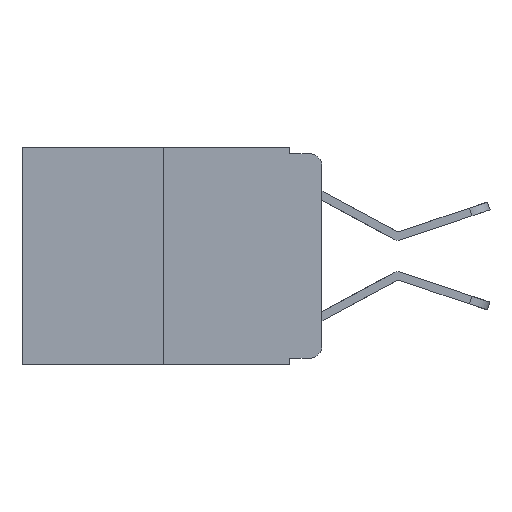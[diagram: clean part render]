
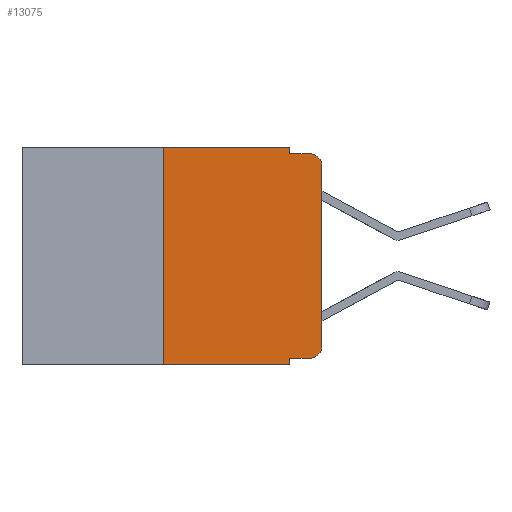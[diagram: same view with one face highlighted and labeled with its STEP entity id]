
A CAD part, left-side view. The second image highlights one B-rep face of the part: STEP entity #13075.
In plain terms, the highlighted planar face has unit normal (-1, 0, 0).
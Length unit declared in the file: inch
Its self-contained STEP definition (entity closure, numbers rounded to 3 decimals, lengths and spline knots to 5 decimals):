
#413 = LINE ( 'NONE', #5067, #18497 ) ;
#585 = LINE ( 'NONE', #5138, #8963 ) ;
#725 = LINE ( 'NONE', #17321, #16840 ) ;
#832 = VERTEX_POINT ( 'NONE', #8679 ) ;
#1140 = VERTEX_POINT ( 'NONE', #3511 ) ;
#1369 = EDGE_CURVE ( 'NONE', #11780, #3560, #10429, .T. ) ;
#1698 = CARTESIAN_POINT ( 'NONE',  ( 0., 0.051, -0.333 ) ) ;
#1911 = AXIS2_PLACEMENT_3D ( 'NONE', #7275, #4310, #14974 ) ;
#2360 = VECTOR ( 'NONE', #16610, 39.37008 ) ;
#2741 = CARTESIAN_POINT ( 'NONE',  ( 0., 0.051, -0.333 ) ) ;
#3011 = EDGE_CURVE ( 'NONE', #9970, #3836, #413, .T. ) ;
#3254 = ORIENTED_EDGE ( 'NONE', *, *, #6878, .T. ) ;
#3448 = ORIENTED_EDGE ( 'NONE', *, *, #17300, .T. ) ;
#3511 = CARTESIAN_POINT ( 'NONE',  ( 0., 0.02, -0.333 ) ) ;
#3560 = VERTEX_POINT ( 'NONE', #11438 ) ;
#3573 = DIRECTION ( 'NONE',  ( 0., 0., 1. ) ) ;
#3794 = DIRECTION ( 'NONE',  ( 0., -1., 0. ) ) ;
#3836 = VERTEX_POINT ( 'NONE', #11220 ) ;
#4165 = CARTESIAN_POINT ( 'NONE',  ( 0., 0.051, 0. ) ) ;
#4310 = DIRECTION ( 'NONE',  ( -1., 0., 0. ) ) ;
#4581 = CARTESIAN_POINT ( 'NONE',  ( 0., 0.02, -0.313 ) ) ;
#4653 = ORIENTED_EDGE ( 'NONE', *, *, #14955, .F. ) ;
#5067 = CARTESIAN_POINT ( 'NONE',  ( 0., 0.25, 0. ) ) ;
#5138 = CARTESIAN_POINT ( 'NONE',  ( 0., 0.051, 0. ) ) ;
#5608 = DIRECTION ( 'NONE',  ( 0., -1., 0. ) ) ;
#5718 = EDGE_CURVE ( 'NONE', #3836, #13959, #725, .T. ) ;
#5807 = LINE ( 'NONE', #2741, #17136 ) ;
#5861 = VECTOR ( 'NONE', #12065, 39.37008 ) ;
#6020 = ORIENTED_EDGE ( 'NONE', *, *, #1369, .T. ) ;
#6047 = DIRECTION ( 'NONE',  ( -1., 0., 0. ) ) ;
#6145 = AXIS2_PLACEMENT_3D ( 'NONE', #4581, #6047, #9119 ) ;
#6219 = VERTEX_POINT ( 'NONE', #1698 ) ;
#6362 = DIRECTION ( 'NONE',  ( 0., 0., -1. ) ) ;
#6469 = ORIENTED_EDGE ( 'NONE', *, *, #10505, .F. ) ;
#6878 = EDGE_CURVE ( 'NONE', #6219, #1140, #5807, .T. ) ;
#6998 = VERTEX_POINT ( 'NONE', #17741 ) ;
#7103 = DIRECTION ( 'NONE',  ( 0., -1., 0. ) ) ;
#7275 = CARTESIAN_POINT ( 'NONE',  ( 0., 0.02, -0.03 ) ) ;
#7397 = VECTOR ( 'NONE', #14617, 39.37008 ) ;
#7889 = ORIENTED_EDGE ( 'NONE', *, *, #16748, .T. ) ;
#8419 = CARTESIAN_POINT ( 'NONE',  ( 0., 0., -0.03 ) ) ;
#8614 = VERTEX_POINT ( 'NONE', #10130 ) ;
#8679 = CARTESIAN_POINT ( 'NONE',  ( 0., 0.051, -0.01 ) ) ;
#8770 = DIRECTION ( 'NONE',  ( 0., 0., -1. ) ) ;
#8963 = VECTOR ( 'NONE', #8770, 39.37008 ) ;
#9119 = DIRECTION ( 'NONE',  ( 0., 0., -1. ) ) ;
#9522 = DIRECTION ( 'NONE',  ( 1., 0., 0. ) ) ;
#9801 = CARTESIAN_POINT ( 'NONE',  ( 0., 0.25, -0.343 ) ) ;
#9917 = CIRCLE ( 'NONE', #6145, 0.02 ) ;
#9970 = VERTEX_POINT ( 'NONE', #9801 ) ;
#10130 = CARTESIAN_POINT ( 'NONE',  ( 0., 0., -0.313 ) ) ;
#10198 = EDGE_CURVE ( 'NONE', #8614, #11780, #16316, .T. ) ;
#10429 = CIRCLE ( 'NONE', #1911, 0.02 ) ;
#10505 = EDGE_CURVE ( 'NONE', #832, #3560, #18871, .T. ) ;
#10919 = CARTESIAN_POINT ( 'NONE',  ( 0., 0.473, 0. ) ) ;
#11220 = CARTESIAN_POINT ( 'NONE',  ( 0., 0.25, 0. ) ) ;
#11438 = CARTESIAN_POINT ( 'NONE',  ( 0., 0.02, -0.01 ) ) ;
#11780 = VERTEX_POINT ( 'NONE', #8419 ) ;
#11870 = LINE ( 'NONE', #4165, #2360 ) ;
#11920 = CARTESIAN_POINT ( 'NONE',  ( 0., 0.473, -0.343 ) ) ;
#12065 = DIRECTION ( 'NONE',  ( 0., 0., 1. ) ) ;
#12438 = ORIENTED_EDGE ( 'NONE', *, *, #3011, .F. ) ;
#12514 = CARTESIAN_POINT ( 'NONE',  ( 0., 0.051, 0. ) ) ;
#13075 = ADVANCED_FACE ( 'NONE', ( #13962 ), #13684, .F. ) ;
#13105 = LINE ( 'NONE', #11920, #18779 ) ;
#13684 = PLANE ( 'NONE',  #15876 ) ;
#13959 = VERTEX_POINT ( 'NONE', #12514 ) ;
#13962 = FACE_OUTER_BOUND ( 'NONE', #15768, .T. ) ;
#14617 = DIRECTION ( 'NONE',  ( 0., -1., 0. ) ) ;
#14745 = EDGE_CURVE ( 'NONE', #6219, #6998, #11870, .T. ) ;
#14955 = EDGE_CURVE ( 'NONE', #13959, #832, #585, .T. ) ;
#14974 = DIRECTION ( 'NONE',  ( 0., 0., -1. ) ) ;
#15043 = CARTESIAN_POINT ( 'NONE',  ( 0., 0., 0. ) ) ;
#15768 = EDGE_LOOP ( 'NONE', ( #19064, #6020, #6469, #4653, #18496, #12438, #7889, #18824, #3254, #3448 ) ) ;
#15876 = AXIS2_PLACEMENT_3D ( 'NONE', #10919, #9522, #6362 ) ;
#16096 = CARTESIAN_POINT ( 'NONE',  ( 0., 0.051, -0.01 ) ) ;
#16316 = LINE ( 'NONE', #15043, #5861 ) ;
#16610 = DIRECTION ( 'NONE',  ( 0., 0., -1. ) ) ;
#16748 = EDGE_CURVE ( 'NONE', #9970, #6998, #13105, .T. ) ;
#16840 = VECTOR ( 'NONE', #3794, 39.37008 ) ;
#17136 = VECTOR ( 'NONE', #7103, 39.37008 ) ;
#17300 = EDGE_CURVE ( 'NONE', #1140, #8614, #9917, .T. ) ;
#17321 = CARTESIAN_POINT ( 'NONE',  ( 0., 0.473, 0. ) ) ;
#17741 = CARTESIAN_POINT ( 'NONE',  ( 0., 0.051, -0.343 ) ) ;
#18496 = ORIENTED_EDGE ( 'NONE', *, *, #5718, .F. ) ;
#18497 = VECTOR ( 'NONE', #3573, 39.37008 ) ;
#18779 = VECTOR ( 'NONE', #5608, 39.37008 ) ;
#18824 = ORIENTED_EDGE ( 'NONE', *, *, #14745, .F. ) ;
#18871 = LINE ( 'NONE', #16096, #7397 ) ;
#19064 = ORIENTED_EDGE ( 'NONE', *, *, #10198, .T. ) ;
